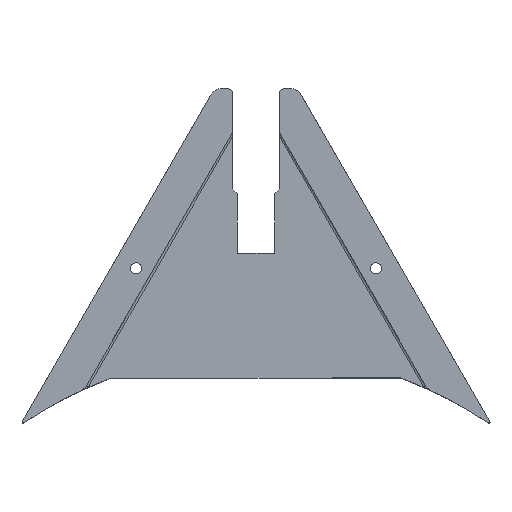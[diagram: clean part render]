
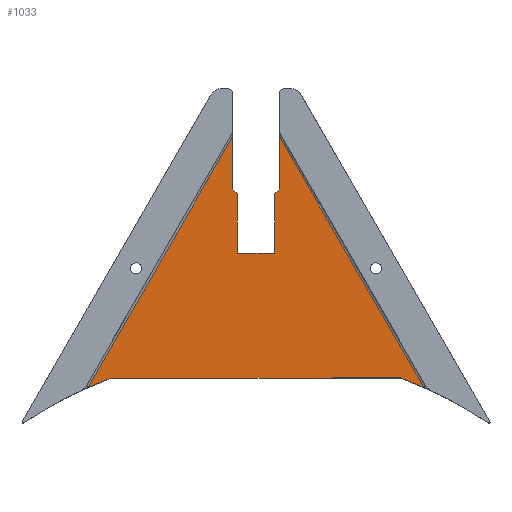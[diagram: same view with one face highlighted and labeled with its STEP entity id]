
A CAD part, top view. The second image highlights one B-rep face of the part: STEP entity #1033.
In plain terms, the highlighted planar face has unit normal (0, 0, 1).
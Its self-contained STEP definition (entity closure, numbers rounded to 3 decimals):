
#26=PLANE('',#1122);
#70=FACE_OUTER_BOUND('',#129,.T.);
#129=EDGE_LOOP('',(#723,#724,#725,#726,#727,#728,#729,#730,#731,#732,#733,
#734,#735,#736,#737));
#193=CIRCLE('',#1110,6.);
#199=CIRCLE('',#1121,6.);
#200=CIRCLE('',#1123,188.);
#201=CIRCLE('',#1124,188.);
#253=LINE('',#1571,#344);
#261=LINE('',#1616,#352);
#263=LINE('',#1643,#354);
#264=LINE('',#1646,#355);
#265=LINE('',#1648,#356);
#266=LINE('',#1650,#357);
#267=LINE('',#1652,#358);
#268=LINE('',#1654,#359);
#269=LINE('',#1656,#360);
#270=LINE('',#1658,#361);
#271=LINE('',#1659,#362);
#344=VECTOR('',#1236,10.);
#352=VECTOR('',#1262,10.);
#354=VECTOR('',#1276,10.);
#355=VECTOR('',#1279,10.);
#356=VECTOR('',#1280,10.);
#357=VECTOR('',#1281,10.);
#358=VECTOR('',#1282,10.);
#359=VECTOR('',#1283,10.);
#360=VECTOR('',#1284,10.);
#361=VECTOR('',#1285,10.);
#362=VECTOR('',#1286,10.);
#437=VERTEX_POINT('',#1565);
#439=VERTEX_POINT('',#1569);
#441=VERTEX_POINT('',#1574);
#450=VERTEX_POINT('',#1613);
#451=VERTEX_POINT('',#1615);
#454=VERTEX_POINT('',#1622);
#455=VERTEX_POINT('',#1640);
#456=VERTEX_POINT('',#1642);
#457=VERTEX_POINT('',#1645);
#458=VERTEX_POINT('',#1647);
#459=VERTEX_POINT('',#1649);
#460=VERTEX_POINT('',#1651);
#461=VERTEX_POINT('',#1653);
#462=VERTEX_POINT('',#1655);
#463=VERTEX_POINT('',#1657);
#543=EDGE_CURVE('',#439,#437,#253,.T.);
#545=EDGE_CURVE('',#441,#439,#193,.T.);
#557=EDGE_CURVE('',#450,#451,#261,.T.);
#562=EDGE_CURVE('',#451,#454,#199,.T.);
#563=EDGE_CURVE('',#441,#455,#200,.T.);
#564=EDGE_CURVE('',#455,#456,#263,.T.);
#565=EDGE_CURVE('',#456,#454,#201,.T.);
#566=EDGE_CURVE('',#450,#457,#264,.T.);
#567=EDGE_CURVE('',#457,#458,#265,.T.);
#568=EDGE_CURVE('',#458,#459,#266,.T.);
#569=EDGE_CURVE('',#459,#460,#267,.T.);
#570=EDGE_CURVE('',#460,#461,#268,.T.);
#571=EDGE_CURVE('',#461,#462,#269,.T.);
#572=EDGE_CURVE('',#462,#463,#270,.T.);
#573=EDGE_CURVE('',#463,#437,#271,.T.);
#723=ORIENTED_EDGE('',*,*,#545,.F.);
#724=ORIENTED_EDGE('',*,*,#563,.T.);
#725=ORIENTED_EDGE('',*,*,#564,.T.);
#726=ORIENTED_EDGE('',*,*,#565,.T.);
#727=ORIENTED_EDGE('',*,*,#562,.F.);
#728=ORIENTED_EDGE('',*,*,#557,.F.);
#729=ORIENTED_EDGE('',*,*,#566,.T.);
#730=ORIENTED_EDGE('',*,*,#567,.T.);
#731=ORIENTED_EDGE('',*,*,#568,.T.);
#732=ORIENTED_EDGE('',*,*,#569,.T.);
#733=ORIENTED_EDGE('',*,*,#570,.T.);
#734=ORIENTED_EDGE('',*,*,#571,.T.);
#735=ORIENTED_EDGE('',*,*,#572,.T.);
#736=ORIENTED_EDGE('',*,*,#573,.T.);
#737=ORIENTED_EDGE('',*,*,#543,.F.);
#1033=ADVANCED_FACE('',(#70),#26,.T.);
#1110=AXIS2_PLACEMENT_3D('',#1591,#1239,#1240);
#1121=AXIS2_PLACEMENT_3D('',#1638,#1270,#1271);
#1122=AXIS2_PLACEMENT_3D('',#1639,#1272,#1273);
#1123=AXIS2_PLACEMENT_3D('',#1641,#1274,#1275);
#1124=AXIS2_PLACEMENT_3D('',#1644,#1277,#1278);
#1236=DIRECTION('',(0.5,0.866,0.));
#1239=DIRECTION('center_axis',(0.,0.,1.));
#1240=DIRECTION('ref_axis',(0.703,-0.712,0.));
#1262=DIRECTION('',(0.5,-0.866,0.));
#1270=DIRECTION('center_axis',(0.,0.,1.));
#1271=DIRECTION('ref_axis',(-0.702,-0.712,0.));
#1272=DIRECTION('center_axis',(0.,0.,1.));
#1273=DIRECTION('ref_axis',(1.,0.,0.));
#1274=DIRECTION('center_axis',(0.,0.,-1.));
#1275=DIRECTION('ref_axis',(0.347,-0.938,0.));
#1276=DIRECTION('',(1.,0.,0.));
#1277=DIRECTION('center_axis',(0.,0.,-1.));
#1278=DIRECTION('ref_axis',(-0.568,-0.823,0.));
#1279=DIRECTION('',(0.,-1.,0.));
#1280=DIRECTION('',(-0.707,-0.707,0.));
#1281=DIRECTION('',(0.,-1.,0.));
#1282=DIRECTION('',(-1.,0.,0.));
#1283=DIRECTION('',(-1.,0.,0.));
#1284=DIRECTION('',(0.,1.,0.));
#1285=DIRECTION('',(-0.707,0.707,0.));
#1286=DIRECTION('',(0.,1.,0.));
#1565=CARTESIAN_POINT('',(-10.622,285.312,2.));
#1569=CARTESIAN_POINT('',(-75.988,172.094,2.));
#1571=CARTESIAN_POINT('',(-55.494,207.592,2.));
#1574=CARTESIAN_POINT('',(-76.086,171.932,2.));
#1591=CARTESIAN_POINT('Origin',(-81.185,175.094,2.));
#1613=CARTESIAN_POINT('',(10.62,285.315,2.));
#1615=CARTESIAN_POINT('',(75.988,172.095,2.));
#1616=CARTESIAN_POINT('',(21.975,265.648,2.));
#1622=CARTESIAN_POINT('',(76.086,171.932,2.));
#1638=CARTESIAN_POINT('Origin',(81.184,175.095,2.));
#1639=CARTESIAN_POINT('Origin',(0.004,224.72,2.));
#1640=CARTESIAN_POINT('',(-65.325,176.302,2.));
#1641=CARTESIAN_POINT('Origin',(-0.001,0.016,
2.));
#1642=CARTESIAN_POINT('',(65.323,176.302,2.));
#1643=CARTESIAN_POINT('',(-65.325,176.302,2.));
#1644=CARTESIAN_POINT('Origin',(-0.001,0.016,
2.));
#1645=CARTESIAN_POINT('',(10.62,261.767,2.));
#1646=CARTESIAN_POINT('',(10.62,307.017,2.));
#1647=CARTESIAN_POINT('',(8.499,259.645,2.));
#1648=CARTESIAN_POINT('',(10.62,261.767,2.));
#1649=CARTESIAN_POINT('',(8.499,232.645,2.));
#1650=CARTESIAN_POINT('',(8.499,259.645,2.));
#1651=CARTESIAN_POINT('',(-0.001,232.645,2.));
#1652=CARTESIAN_POINT('',(8.499,232.645,2.));
#1653=CARTESIAN_POINT('',(-8.501,232.645,2.));
#1654=CARTESIAN_POINT('',(-0.001,232.645,2.));
#1655=CARTESIAN_POINT('',(-8.501,259.645,2.));
#1656=CARTESIAN_POINT('',(-8.501,232.645,2.));
#1657=CARTESIAN_POINT('',(-10.622,261.767,2.));
#1658=CARTESIAN_POINT('',(-8.501,259.645,2.));
#1659=CARTESIAN_POINT('',(-10.622,261.767,2.));
